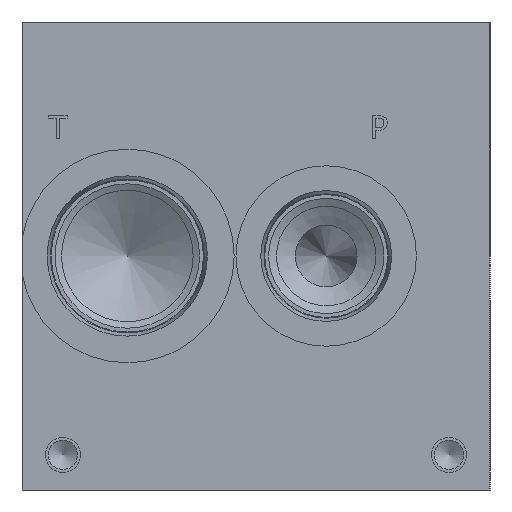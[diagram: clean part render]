
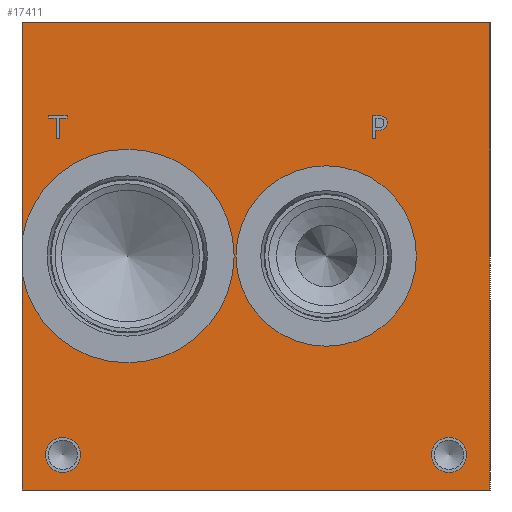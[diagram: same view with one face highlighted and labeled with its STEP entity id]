
A CAD part, left-side view. The second image highlights one B-rep face of the part: STEP entity #17411.
In plain terms, the highlighted planar face has unit normal (-1, 0, 0).
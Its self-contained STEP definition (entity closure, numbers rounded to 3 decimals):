
#316=CIRCLE('',#18382,28.981);
#317=CIRCLE('',#18383,4.763);
#318=CIRCLE('',#18384,4.763);
#319=CIRCLE('',#18385,4.763);
#320=CIRCLE('',#18386,4.763);
#321=CIRCLE('',#18387,24.486);
#322=CIRCLE('',#18388,24.486);
#909=FACE_BOUND('',#2754,.T.);
#910=FACE_BOUND('',#2755,.T.);
#911=FACE_BOUND('',#2756,.T.);
#912=FACE_BOUND('',#2757,.T.);
#913=FACE_BOUND('',#2758,.T.);
#1104=B_SPLINE_CURVE_WITH_KNOTS('',2,(#24322,#24323,#24324,#24325),
 .UNSPECIFIED.,.F.,.F.,(3,1,3),(0.,1.,2.),.UNSPECIFIED.);
#1106=B_SPLINE_CURVE_WITH_KNOTS('',2,(#24343,#24344,#24345,#24346),
 .UNSPECIFIED.,.F.,.F.,(3,1,3),(0.,1.,2.),.UNSPECIFIED.);
#1108=B_SPLINE_CURVE_WITH_KNOTS('',2,(#24392,#24393,#24394,#24395),
 .UNSPECIFIED.,.F.,.F.,(3,1,3),(0.,1.,2.),.UNSPECIFIED.);
#1110=B_SPLINE_CURVE_WITH_KNOTS('',2,(#24410,#24411,#24412,#24413),
 .UNSPECIFIED.,.F.,.F.,(3,1,3),(0.,1.,2.),.UNSPECIFIED.);
#1781=FACE_OUTER_BOUND('',#2753,.T.);
#2753=EDGE_LOOP('',(#11482,#11483,#11484,#11485,#11486,#11487));
#2754=EDGE_LOOP('',(#11488,#11489,#11490,#11491,#11492,#11493,#11494,#11495));
#2755=EDGE_LOOP('',(#11496,#11497));
#2756=EDGE_LOOP('',(#11498,#11499));
#2757=EDGE_LOOP('',(#11500,#11501));
#2758=EDGE_LOOP('',(#11502,#11503,#11504,#11505,#11506,#11507,#11508,#11509,
#11510));
#3897=LINE('',#24172,#5425);
#3901=LINE('',#24180,#5429);
#3904=LINE('',#24186,#5432);
#3907=LINE('',#24192,#5435);
#3910=LINE('',#24198,#5438);
#3913=LINE('',#24204,#5441);
#3916=LINE('',#24210,#5444);
#3919=LINE('',#24215,#5447);
#3937=LINE('',#24355,#5465);
#3940=LINE('',#24361,#5468);
#3943=LINE('',#24367,#5471);
#3946=LINE('',#24373,#5474);
#3949=LINE('',#24379,#5477);
#3953=LINE('',#24424,#5481);
#3954=LINE('',#24426,#5482);
#3955=LINE('',#24428,#5483);
#3956=LINE('',#24430,#5484);
#3957=LINE('',#24431,#5485);
#5425=VECTOR('',#19796,10.);
#5429=VECTOR('',#19802,10.);
#5432=VECTOR('',#19807,10.);
#5435=VECTOR('',#19812,10.);
#5438=VECTOR('',#19817,10.);
#5441=VECTOR('',#19822,10.);
#5444=VECTOR('',#19827,10.);
#5447=VECTOR('',#19832,10.);
#5465=VECTOR('',#19860,10.);
#5468=VECTOR('',#19865,10.);
#5471=VECTOR('',#19870,10.);
#5474=VECTOR('',#19875,10.);
#5477=VECTOR('',#19880,10.);
#5481=VECTOR('',#19890,10.);
#5482=VECTOR('',#19891,10.);
#5483=VECTOR('',#19892,10.);
#5484=VECTOR('',#19893,10.);
#5485=VECTOR('',#19894,10.);
#6952=VERTEX_POINT('',#24170);
#6953=VERTEX_POINT('',#24171);
#6956=VERTEX_POINT('',#24179);
#6958=VERTEX_POINT('',#24185);
#6960=VERTEX_POINT('',#24191);
#6962=VERTEX_POINT('',#24197);
#6964=VERTEX_POINT('',#24203);
#6966=VERTEX_POINT('',#24209);
#6982=VERTEX_POINT('',#24320);
#6983=VERTEX_POINT('',#24321);
#6986=VERTEX_POINT('',#24342);
#6988=VERTEX_POINT('',#24354);
#6990=VERTEX_POINT('',#24360);
#6992=VERTEX_POINT('',#24366);
#6994=VERTEX_POINT('',#24372);
#6996=VERTEX_POINT('',#24378);
#6998=VERTEX_POINT('',#24391);
#7000=VERTEX_POINT('',#24420);
#7001=VERTEX_POINT('',#24421);
#7002=VERTEX_POINT('',#24423);
#7003=VERTEX_POINT('',#24425);
#7004=VERTEX_POINT('',#24427);
#7005=VERTEX_POINT('',#24429);
#7006=VERTEX_POINT('',#24432);
#7007=VERTEX_POINT('',#24433);
#7008=VERTEX_POINT('',#24436);
#7009=VERTEX_POINT('',#24437);
#7010=VERTEX_POINT('',#24440);
#7011=VERTEX_POINT('',#24441);
#8744=EDGE_CURVE('',#6952,#6953,#3897,.T.);
#8748=EDGE_CURVE('',#6956,#6952,#3901,.T.);
#8751=EDGE_CURVE('',#6958,#6956,#3904,.T.);
#8754=EDGE_CURVE('',#6960,#6958,#3907,.T.);
#8757=EDGE_CURVE('',#6962,#6960,#3910,.T.);
#8760=EDGE_CURVE('',#6964,#6962,#3913,.T.);
#8763=EDGE_CURVE('',#6966,#6964,#3916,.T.);
#8766=EDGE_CURVE('',#6953,#6966,#3919,.T.);
#8789=EDGE_CURVE('',#6982,#6983,#1104,.T.);
#8793=EDGE_CURVE('',#6986,#6982,#1106,.T.);
#8796=EDGE_CURVE('',#6988,#6986,#3937,.T.);
#8799=EDGE_CURVE('',#6990,#6988,#3940,.T.);
#8802=EDGE_CURVE('',#6992,#6990,#3943,.T.);
#8805=EDGE_CURVE('',#6994,#6992,#3946,.T.);
#8808=EDGE_CURVE('',#6996,#6994,#3949,.T.);
#8811=EDGE_CURVE('',#6998,#6996,#1108,.T.);
#8814=EDGE_CURVE('',#6983,#6998,#1110,.T.);
#8816=EDGE_CURVE('',#7000,#7001,#316,.T.);
#8817=EDGE_CURVE('',#7002,#7001,#3953,.T.);
#8818=EDGE_CURVE('',#7002,#7003,#3954,.T.);
#8819=EDGE_CURVE('',#7003,#7004,#3955,.T.);
#8820=EDGE_CURVE('',#7005,#7004,#3956,.T.);
#8821=EDGE_CURVE('',#7000,#7005,#3957,.T.);
#8822=EDGE_CURVE('',#7006,#7007,#317,.T.);
#8823=EDGE_CURVE('',#7007,#7006,#318,.T.);
#8824=EDGE_CURVE('',#7008,#7009,#319,.T.);
#8825=EDGE_CURVE('',#7009,#7008,#320,.T.);
#8826=EDGE_CURVE('',#7010,#7011,#321,.T.);
#8827=EDGE_CURVE('',#7011,#7010,#322,.T.);
#11482=ORIENTED_EDGE('',*,*,#8816,.T.);
#11483=ORIENTED_EDGE('',*,*,#8817,.F.);
#11484=ORIENTED_EDGE('',*,*,#8818,.T.);
#11485=ORIENTED_EDGE('',*,*,#8819,.T.);
#11486=ORIENTED_EDGE('',*,*,#8820,.F.);
#11487=ORIENTED_EDGE('',*,*,#8821,.F.);
#11488=ORIENTED_EDGE('',*,*,#8744,.T.);
#11489=ORIENTED_EDGE('',*,*,#8766,.T.);
#11490=ORIENTED_EDGE('',*,*,#8763,.T.);
#11491=ORIENTED_EDGE('',*,*,#8760,.T.);
#11492=ORIENTED_EDGE('',*,*,#8757,.T.);
#11493=ORIENTED_EDGE('',*,*,#8754,.T.);
#11494=ORIENTED_EDGE('',*,*,#8751,.T.);
#11495=ORIENTED_EDGE('',*,*,#8748,.T.);
#11496=ORIENTED_EDGE('',*,*,#8822,.T.);
#11497=ORIENTED_EDGE('',*,*,#8823,.T.);
#11498=ORIENTED_EDGE('',*,*,#8824,.T.);
#11499=ORIENTED_EDGE('',*,*,#8825,.T.);
#11500=ORIENTED_EDGE('',*,*,#8826,.T.);
#11501=ORIENTED_EDGE('',*,*,#8827,.T.);
#11502=ORIENTED_EDGE('',*,*,#8789,.T.);
#11503=ORIENTED_EDGE('',*,*,#8814,.T.);
#11504=ORIENTED_EDGE('',*,*,#8811,.T.);
#11505=ORIENTED_EDGE('',*,*,#8808,.T.);
#11506=ORIENTED_EDGE('',*,*,#8805,.T.);
#11507=ORIENTED_EDGE('',*,*,#8802,.T.);
#11508=ORIENTED_EDGE('',*,*,#8799,.T.);
#11509=ORIENTED_EDGE('',*,*,#8796,.T.);
#11510=ORIENTED_EDGE('',*,*,#8793,.T.);
#16356=PLANE('',#18381);
#17411=ADVANCED_FACE('',(#1781,#909,#910,#911,#912,#913),#16356,.T.);
#18381=AXIS2_PLACEMENT_3D('',#24419,#19886,#19887);
#18382=AXIS2_PLACEMENT_3D('',#24422,#19888,#19889);
#18383=AXIS2_PLACEMENT_3D('',#24434,#19895,#19896);
#18384=AXIS2_PLACEMENT_3D('',#24435,#19897,#19898);
#18385=AXIS2_PLACEMENT_3D('',#24438,#19899,#19900);
#18386=AXIS2_PLACEMENT_3D('',#24439,#19901,#19902);
#18387=AXIS2_PLACEMENT_3D('',#24442,#19903,#19904);
#18388=AXIS2_PLACEMENT_3D('',#24443,#19905,#19906);
#19796=DIRECTION('',(0.,1.,0.));
#19802=DIRECTION('',(0.,0.,-1.));
#19807=DIRECTION('',(0.,1.,0.));
#19812=DIRECTION('',(0.,0.,-1.));
#19817=DIRECTION('',(0.,-1.,0.));
#19822=DIRECTION('',(0.,0.,1.));
#19827=DIRECTION('',(0.,1.,0.));
#19832=DIRECTION('',(0.,0.,1.));
#19860=DIRECTION('',(0.,-1.,0.));
#19865=DIRECTION('',(0.,0.,1.));
#19870=DIRECTION('',(0.,1.,0.));
#19875=DIRECTION('',(0.,0.,-1.));
#19880=DIRECTION('',(0.,1.,0.));
#19886=DIRECTION('center_axis',(-1.,0.,0.));
#19887=DIRECTION('ref_axis',(0.,-1.,0.));
#19888=DIRECTION('center_axis',(1.,0.,0.));
#19889=DIRECTION('ref_axis',(0.,0.,1.));
#19890=DIRECTION('',(0.,0.,1.));
#19891=DIRECTION('',(0.,-1.,0.));
#19892=DIRECTION('',(0.,0.,1.));
#19893=DIRECTION('',(0.,-1.,0.));
#19894=DIRECTION('',(0.,0.,1.));
#19895=DIRECTION('center_axis',(1.,0.,0.));
#19896=DIRECTION('ref_axis',(0.,1.,0.));
#19897=DIRECTION('center_axis',(1.,0.,0.));
#19898=DIRECTION('ref_axis',(0.,1.,0.));
#19899=DIRECTION('center_axis',(1.,0.,0.));
#19900=DIRECTION('ref_axis',(0.,1.,0.));
#19901=DIRECTION('center_axis',(1.,0.,0.));
#19902=DIRECTION('ref_axis',(0.,1.,0.));
#19903=DIRECTION('center_axis',(1.,0.,0.));
#19904=DIRECTION('ref_axis',(0.,1.,0.));
#19905=DIRECTION('center_axis',(1.,0.,0.));
#19906=DIRECTION('ref_axis',(0.,1.,0.));
#24170=CARTESIAN_POINT('',(0.,116.887,95.25));
#24171=CARTESIAN_POINT('',(0.,117.731,95.25));
#24172=CARTESIAN_POINT('',(0.,121.944,95.25));
#24179=CARTESIAN_POINT('',(0.,116.887,100.849));
#24180=CARTESIAN_POINT('',(0.,116.887,50.424));
#24185=CARTESIAN_POINT('',(0.,114.757,100.849));
#24186=CARTESIAN_POINT('',(0.,120.878,100.849));
#24191=CARTESIAN_POINT('',(0.,114.757,101.6));
#24192=CARTESIAN_POINT('',(0.,114.757,50.8));
#24197=CARTESIAN_POINT('',(0.,119.861,101.6));
#24198=CARTESIAN_POINT('',(0.,123.431,101.6));
#24203=CARTESIAN_POINT('',(0.,119.861,100.849));
#24204=CARTESIAN_POINT('',(0.,119.861,50.424));
#24209=CARTESIAN_POINT('',(0.,117.731,100.849));
#24210=CARTESIAN_POINT('',(0.,122.366,100.849));
#24215=CARTESIAN_POINT('',(0.,117.731,47.625));
#24320=CARTESIAN_POINT('',(0.,28.643,101.204));
#24321=CARTESIAN_POINT('',(0.,27.887,99.686));
#24322=CARTESIAN_POINT('Ctrl Pts',(0.,28.643,101.204));
#24323=CARTESIAN_POINT('Ctrl Pts',(0.,28.288,100.962));
#24324=CARTESIAN_POINT('Ctrl Pts',(0.,27.887,100.216));
#24325=CARTESIAN_POINT('Ctrl Pts',(0.,27.887,99.686));
#24342=CARTESIAN_POINT('',(0.,30.305,101.6));
#24343=CARTESIAN_POINT('Ctrl Pts',(0.,30.305,101.6));
#24344=CARTESIAN_POINT('Ctrl Pts',(0.,29.739,101.6));
#24345=CARTESIAN_POINT('Ctrl Pts',(0.,28.947,101.415));
#24346=CARTESIAN_POINT('Ctrl Pts',(0.,28.643,101.204));
#24354=CARTESIAN_POINT('',(0.,31.901,101.6));
#24355=CARTESIAN_POINT('',(0.,79.45,101.6));
#24360=CARTESIAN_POINT('',(0.,31.901,95.25));
#24361=CARTESIAN_POINT('',(0.,31.901,47.625));
#24366=CARTESIAN_POINT('',(0.,31.057,95.25));
#24367=CARTESIAN_POINT('',(0.,79.028,95.25));
#24372=CARTESIAN_POINT('',(0.,31.057,97.617));
#24373=CARTESIAN_POINT('',(0.,31.057,48.809));
#24378=CARTESIAN_POINT('',(0.,30.341,97.617));
#24379=CARTESIAN_POINT('',(0.,78.671,97.617));
#24391=CARTESIAN_POINT('',(0.,28.442,98.276));
#24392=CARTESIAN_POINT('Ctrl Pts',(0.,28.442,98.276));
#24393=CARTESIAN_POINT('Ctrl Pts',(0.,28.772,97.952));
#24394=CARTESIAN_POINT('Ctrl Pts',(0.,29.662,97.617));
#24395=CARTESIAN_POINT('Ctrl Pts',(0.,30.341,97.617));
#24410=CARTESIAN_POINT('Ctrl Pts',(0.,27.887,99.686));
#24411=CARTESIAN_POINT('Ctrl Pts',(0.,27.887,99.274));
#24412=CARTESIAN_POINT('Ctrl Pts',(0.,28.18,98.533));
#24413=CARTESIAN_POINT('Ctrl Pts',(0.,28.442,98.276));
#24419=CARTESIAN_POINT('Origin',(0.,127.,0.));
#24420=CARTESIAN_POINT('',(0.,127.,68.336));
#24421=CARTESIAN_POINT('',(0.,127.,58.664));
#24422=CARTESIAN_POINT('Origin',(0.,98.425,63.5));
#24423=CARTESIAN_POINT('',(0.,127.,0.));
#24424=CARTESIAN_POINT('',(0.,127.,0.));
#24425=CARTESIAN_POINT('',(0.,0.,0.));
#24426=CARTESIAN_POINT('',(0.,127.,0.));
#24427=CARTESIAN_POINT('',(0.,0.,127.));
#24428=CARTESIAN_POINT('',(0.,0.,0.));
#24429=CARTESIAN_POINT('',(0.,127.,127.));
#24430=CARTESIAN_POINT('',(0.,127.,127.));
#24431=CARTESIAN_POINT('',(0.,127.,0.));
#24432=CARTESIAN_POINT('',(0.,120.663,9.525));
#24433=CARTESIAN_POINT('',(0.,111.138,9.525));
#24434=CARTESIAN_POINT('Origin',(0.,115.9,9.525));
#24435=CARTESIAN_POINT('Origin',(0.,115.9,9.525));
#24436=CARTESIAN_POINT('',(0.,15.888,9.525));
#24437=CARTESIAN_POINT('',(0.,6.363,9.525));
#24438=CARTESIAN_POINT('Origin',(0.,11.125,9.525));
#24439=CARTESIAN_POINT('Origin',(0.,11.125,9.525));
#24440=CARTESIAN_POINT('',(0.,68.936,63.5));
#24441=CARTESIAN_POINT('',(0.,19.964,63.5));
#24442=CARTESIAN_POINT('Origin',(0.,44.45,63.5));
#24443=CARTESIAN_POINT('Origin',(0.,44.45,63.5));
